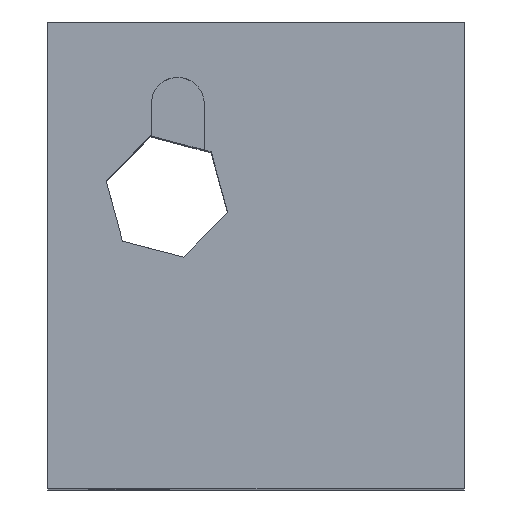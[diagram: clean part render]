
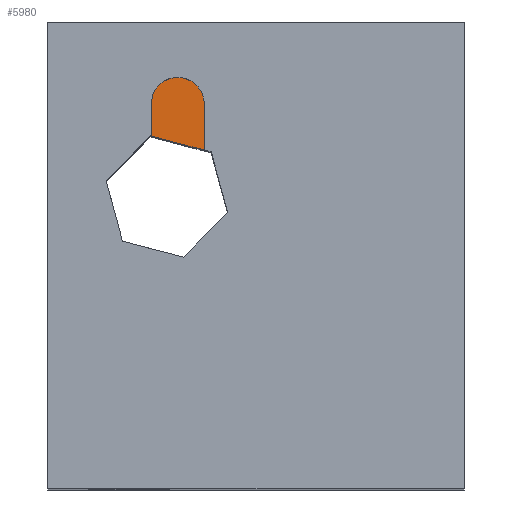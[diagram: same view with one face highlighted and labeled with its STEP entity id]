
A CAD part, top view. The second image highlights one B-rep face of the part: STEP entity #5980.
In plain terms, the highlighted planar face has unit normal (0, 0, 1).
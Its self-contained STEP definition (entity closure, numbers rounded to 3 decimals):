
#1058 = PLANE('',#1059);
#1059 = AXIS2_PLACEMENT_3D('',#1060,#1061,#1062);
#1060 = CARTESIAN_POINT('',(8.493,17.511,
    34.478));
#1061 = DIRECTION('',(0.256,0.967,-0.));
#1062 = DIRECTION('',(-0.967,0.256,0.));
#1249 = PLANE('',#1250);
#1250 = AXIS2_PLACEMENT_3D('',#1251,#1252,#1253);
#1251 = CARTESIAN_POINT('',(5.381,20.006,
    34.478));
#1252 = DIRECTION('',(-1.,0.,0.));
#1253 = DIRECTION('',(0.,-1.,0.));
#1278 = CYLINDRICAL_SURFACE('',#1279,1.375);
#1279 = AXIS2_PLACEMENT_3D('',#1280,#1281,#1282);
#1280 = CARTESIAN_POINT('',(6.756,20.006,
    34.478));
#1281 = DIRECTION('',(-0.,0.,1.));
#1282 = DIRECTION('',(1.,0.,0.));
#1304 = PLANE('',#1305);
#1305 = AXIS2_PLACEMENT_3D('',#1306,#1307,#1308);
#1306 = CARTESIAN_POINT('',(8.131,17.6,
    34.478));
#1307 = DIRECTION('',(1.,0.,0.));
#1308 = DIRECTION('',(-0.,1.,0.));
#4313 = VERTEX_POINT('',#4314);
#4314 = CARTESIAN_POINT('',(5.381,18.334,
    31.81));
#4333 = EDGE_CURVE('',#4313,#4334,#4336,.T.);
#4334 = VERTEX_POINT('',#4335);
#4335 = CARTESIAN_POINT('',(8.131,17.607,
    31.81));
#4336 = SURFACE_CURVE('',#4337,(#4341,#4347),.PCURVE_S1.);
#4337 = LINE('',#4338,#4339);
#4338 = CARTESIAN_POINT('',(7.522,17.768,
    31.81));
#4339 = VECTOR('',#4340,1.);
#4340 = DIRECTION('',(0.967,-0.256,0.
    ));
#4341 = PCURVE('',#1058,#4342);
#4342 = DEFINITIONAL_REPRESENTATION('',(#4343),#4346);
#4343 = B_SPLINE_CURVE_WITH_KNOTS('',1,(#4344,#4345),.UNSPECIFIED.,.F.,
  .F.,(2,2),(-2.214,0.63),.PIECEWISE_BEZIER_KNOTS.);
#4344 = CARTESIAN_POINT('',(3.218,-2.669));
#4345 = CARTESIAN_POINT('',(0.374,-2.669));
#4346 = ( GEOMETRIC_REPRESENTATION_CONTEXT(2) 
PARAMETRIC_REPRESENTATION_CONTEXT() REPRESENTATION_CONTEXT('2D SPACE',''
  ) );
#4347 = PCURVE('',#4348,#4353);
#4348 = PLANE('',#4349);
#4349 = AXIS2_PLACEMENT_3D('',#4350,#4351,#4352);
#4350 = CARTESIAN_POINT('',(6.756,18.803,
    31.81));
#4351 = DIRECTION('',(0.,0.,1.));
#4352 = DIRECTION('',(0.,1.,0.));
#4353 = DEFINITIONAL_REPRESENTATION('',(#4354),#4357);
#4354 = B_SPLINE_CURVE_WITH_KNOTS('',1,(#4355,#4356),.UNSPECIFIED.,.F.,
  .F.,(2,2),(-2.214,0.63),.PIECEWISE_BEZIER_KNOTS.);
#4355 = CARTESIAN_POINT('',(-0.469,1.375));
#4356 = CARTESIAN_POINT('',(-1.196,-1.375));
#4357 = ( GEOMETRIC_REPRESENTATION_CONTEXT(2) 
PARAMETRIC_REPRESENTATION_CONTEXT() REPRESENTATION_CONTEXT('2D SPACE',''
  ) );
#4383 = EDGE_CURVE('',#4334,#4384,#4386,.T.);
#4384 = VERTEX_POINT('',#4385);
#4385 = CARTESIAN_POINT('',(8.131,20.006,
    31.81));
#4386 = SURFACE_CURVE('',#4387,(#4391,#4398),.PCURVE_S1.);
#4387 = LINE('',#4388,#4389);
#4388 = CARTESIAN_POINT('',(8.131,17.6,
    31.81));
#4389 = VECTOR('',#4390,1.);
#4390 = DIRECTION('',(0.,1.,0.));
#4391 = PCURVE('',#1304,#4392);
#4392 = DEFINITIONAL_REPRESENTATION('',(#4393),#4397);
#4393 = LINE('',#4394,#4395);
#4394 = CARTESIAN_POINT('',(0.,-2.669));
#4395 = VECTOR('',#4396,1.);
#4396 = DIRECTION('',(1.,0.));
#4397 = ( GEOMETRIC_REPRESENTATION_CONTEXT(2) 
PARAMETRIC_REPRESENTATION_CONTEXT() REPRESENTATION_CONTEXT('2D SPACE',''
  ) );
#4398 = PCURVE('',#4348,#4399);
#4399 = DEFINITIONAL_REPRESENTATION('',(#4400),#4404);
#4400 = LINE('',#4401,#4402);
#4401 = CARTESIAN_POINT('',(-1.203,-1.375));
#4402 = VECTOR('',#4403,1.);
#4403 = DIRECTION('',(1.,0.));
#4404 = ( GEOMETRIC_REPRESENTATION_CONTEXT(2) 
PARAMETRIC_REPRESENTATION_CONTEXT() REPRESENTATION_CONTEXT('2D SPACE',''
  ) );
#4431 = EDGE_CURVE('',#4384,#4432,#4434,.T.);
#4432 = VERTEX_POINT('',#4433);
#4433 = CARTESIAN_POINT('',(5.381,20.006,
    31.81));
#4434 = SURFACE_CURVE('',#4435,(#4440,#4447),.PCURVE_S1.);
#4435 = CIRCLE('',#4436,1.375);
#4436 = AXIS2_PLACEMENT_3D('',#4437,#4438,#4439);
#4437 = CARTESIAN_POINT('',(6.756,20.006,
    31.81));
#4438 = DIRECTION('',(-0.,0.,1.));
#4439 = DIRECTION('',(1.,0.,0.));
#4440 = PCURVE('',#1278,#4441);
#4441 = DEFINITIONAL_REPRESENTATION('',(#4442),#4446);
#4442 = LINE('',#4443,#4444);
#4443 = CARTESIAN_POINT('',(0.,-2.669));
#4444 = VECTOR('',#4445,1.);
#4445 = DIRECTION('',(1.,0.));
#4446 = ( GEOMETRIC_REPRESENTATION_CONTEXT(2) 
PARAMETRIC_REPRESENTATION_CONTEXT() REPRESENTATION_CONTEXT('2D SPACE',''
  ) );
#4447 = PCURVE('',#4348,#4448);
#4448 = DEFINITIONAL_REPRESENTATION('',(#4449),#4453);
#4449 = CIRCLE('',#4450,1.375);
#4450 = AXIS2_PLACEMENT_2D('',#4451,#4452);
#4451 = CARTESIAN_POINT('',(1.203,0.));
#4452 = DIRECTION('',(0.,-1.));
#4453 = ( GEOMETRIC_REPRESENTATION_CONTEXT(2) 
PARAMETRIC_REPRESENTATION_CONTEXT() REPRESENTATION_CONTEXT('2D SPACE',''
  ) );
#4482 = EDGE_CURVE('',#4432,#4313,#4483,.T.);
#4483 = SURFACE_CURVE('',#4484,(#4488,#4495),.PCURVE_S1.);
#4484 = LINE('',#4485,#4486);
#4485 = CARTESIAN_POINT('',(5.381,20.006,
    31.81));
#4486 = VECTOR('',#4487,1.);
#4487 = DIRECTION('',(0.,-1.,0.));
#4488 = PCURVE('',#1249,#4489);
#4489 = DEFINITIONAL_REPRESENTATION('',(#4490),#4494);
#4490 = LINE('',#4491,#4492);
#4491 = CARTESIAN_POINT('',(0.,-2.669));
#4492 = VECTOR('',#4493,1.);
#4493 = DIRECTION('',(1.,0.));
#4494 = ( GEOMETRIC_REPRESENTATION_CONTEXT(2) 
PARAMETRIC_REPRESENTATION_CONTEXT() REPRESENTATION_CONTEXT('2D SPACE',''
  ) );
#4495 = PCURVE('',#4348,#4496);
#4496 = DEFINITIONAL_REPRESENTATION('',(#4497),#4501);
#4497 = LINE('',#4498,#4499);
#4498 = CARTESIAN_POINT('',(1.203,1.375));
#4499 = VECTOR('',#4500,1.);
#4500 = DIRECTION('',(-1.,0.));
#4501 = ( GEOMETRIC_REPRESENTATION_CONTEXT(2) 
PARAMETRIC_REPRESENTATION_CONTEXT() REPRESENTATION_CONTEXT('2D SPACE',''
  ) );
#5980 = ADVANCED_FACE('16',(#5981),#4348,.T.);
#5981 = FACE_BOUND('',#5982,.T.);
#5982 = EDGE_LOOP('',(#5983,#5984,#5985,#5986));
#5983 = ORIENTED_EDGE('',*,*,#4383,.T.);
#5984 = ORIENTED_EDGE('',*,*,#4431,.T.);
#5985 = ORIENTED_EDGE('',*,*,#4482,.T.);
#5986 = ORIENTED_EDGE('',*,*,#4333,.T.);
